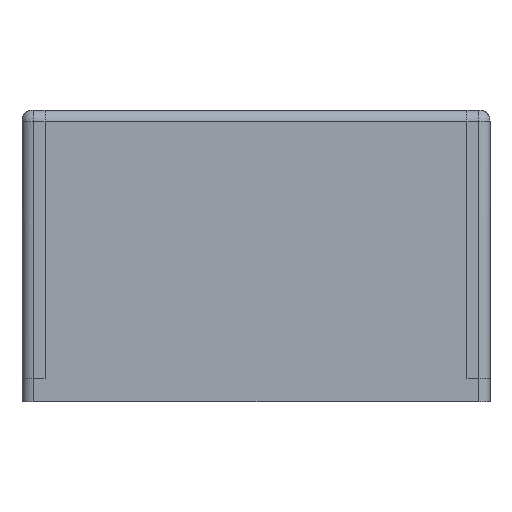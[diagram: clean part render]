
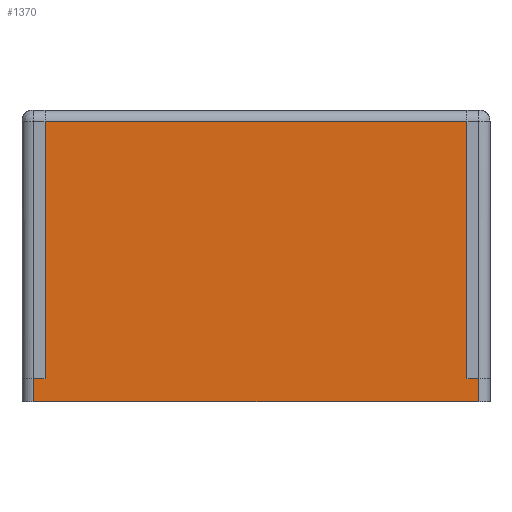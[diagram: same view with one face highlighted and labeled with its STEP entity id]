
A CAD part, left-side view. The second image highlights one B-rep face of the part: STEP entity #1370.
In plain terms, the highlighted planar face has unit normal (-1, 0, 0).
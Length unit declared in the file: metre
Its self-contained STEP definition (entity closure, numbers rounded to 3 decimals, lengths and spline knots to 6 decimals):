
#113=LINE('',#3529,#227);
#116=LINE('',#3534,#230);
#118=LINE('',#3542,#232);
#119=LINE('',#3544,#233);
#120=LINE('',#3546,#234);
#121=LINE('',#3547,#235);
#122=LINE('',#3549,#236);
#123=LINE('',#3551,#237);
#227=VECTOR('',#1648,1.);
#230=VECTOR('',#1651,1.);
#232=VECTOR('',#1659,1.);
#233=VECTOR('',#1660,1.);
#234=VECTOR('',#1661,1.);
#235=VECTOR('',#1662,1.);
#236=VECTOR('',#1663,1.);
#237=VECTOR('',#1664,1.);
#295=PLANE('',#1470);
#538=ORIENTED_EDGE('',*,*,#874,.F.);
#539=ORIENTED_EDGE('',*,*,#881,.T.);
#540=ORIENTED_EDGE('',*,*,#882,.T.);
#541=ORIENTED_EDGE('',*,*,#883,.T.);
#542=ORIENTED_EDGE('',*,*,#877,.F.);
#543=ORIENTED_EDGE('',*,*,#884,.F.);
#544=ORIENTED_EDGE('',*,*,#885,.T.);
#545=ORIENTED_EDGE('',*,*,#886,.T.);
#874=EDGE_CURVE('',#1052,#1053,#113,.T.);
#877=EDGE_CURVE('',#1054,#1055,#116,.T.);
#881=EDGE_CURVE('',#1052,#1058,#118,.F.);
#882=EDGE_CURVE('',#1058,#1059,#119,.T.);
#883=EDGE_CURVE('',#1059,#1055,#120,.T.);
#884=EDGE_CURVE('',#1060,#1054,#121,.T.);
#885=EDGE_CURVE('',#1060,#1061,#122,.F.);
#886=EDGE_CURVE('',#1061,#1053,#123,.T.);
#1052=VERTEX_POINT('',#3528);
#1053=VERTEX_POINT('',#3530);
#1054=VERTEX_POINT('',#3533);
#1055=VERTEX_POINT('',#3535);
#1058=VERTEX_POINT('',#3543);
#1059=VERTEX_POINT('',#3545);
#1060=VERTEX_POINT('',#3548);
#1061=VERTEX_POINT('',#3550);
#1186=EDGE_LOOP('',(#538,#539,#540,#541,#542,#543,#544,#545));
#1272=FACE_BOUND('',#1186,.T.);
#1370=ADVANCED_FACE('',(#1272),#295,.T.);
#1470=AXIS2_PLACEMENT_3D('',#3541,#1657,#1658);
#1648=DIRECTION('',(0.,-1.,0.));
#1651=DIRECTION('',(0.,-1.,0.));
#1657=DIRECTION('',(-1.,0.,0.));
#1658=DIRECTION('',(0.,0.,1.));
#1659=DIRECTION('',(0.,0.,1.));
#1660=DIRECTION('',(0.,-1.,0.));
#1661=DIRECTION('',(0.,0.,1.));
#1662=DIRECTION('',(0.,0.,-1.));
#1663=DIRECTION('',(0.,-1.,0.));
#1664=DIRECTION('',(0.,0.,-1.));
#3528=CARTESIAN_POINT('',(-0.046331,0.066916,0.));
#3529=CARTESIAN_POINT('',(-0.046331,0.066916,0.));
#3530=CARTESIAN_POINT('',(-0.046331,0.065416,0.));
#3533=CARTESIAN_POINT('',(-0.046331,0.010416,0.));
#3534=CARTESIAN_POINT('',(-0.046331,0.066916,0.));
#3535=CARTESIAN_POINT('',(-0.046331,0.008916,0.));
#3541=CARTESIAN_POINT('',(-0.046331,0.066916,-0.003));
#3542=CARTESIAN_POINT('',(-0.046331,0.066916,-0.003));
#3543=CARTESIAN_POINT('',(-0.046331,0.066916,-0.003));
#3544=CARTESIAN_POINT('',(-0.046331,0.066916,-0.003));
#3545=CARTESIAN_POINT('',(-0.046331,0.008916,-0.003));
#3546=CARTESIAN_POINT('',(-0.046331,0.008916,-0.003));
#3547=CARTESIAN_POINT('',(-0.046331,0.010416,0.035));
#3548=CARTESIAN_POINT('',(-0.046331,0.010416,0.0335));
#3549=CARTESIAN_POINT('',(-0.046331,0.066916,0.0335));
#3550=CARTESIAN_POINT('',(-0.046331,0.065416,0.0335));
#3551=CARTESIAN_POINT('',(-0.046331,0.065416,0.035));
